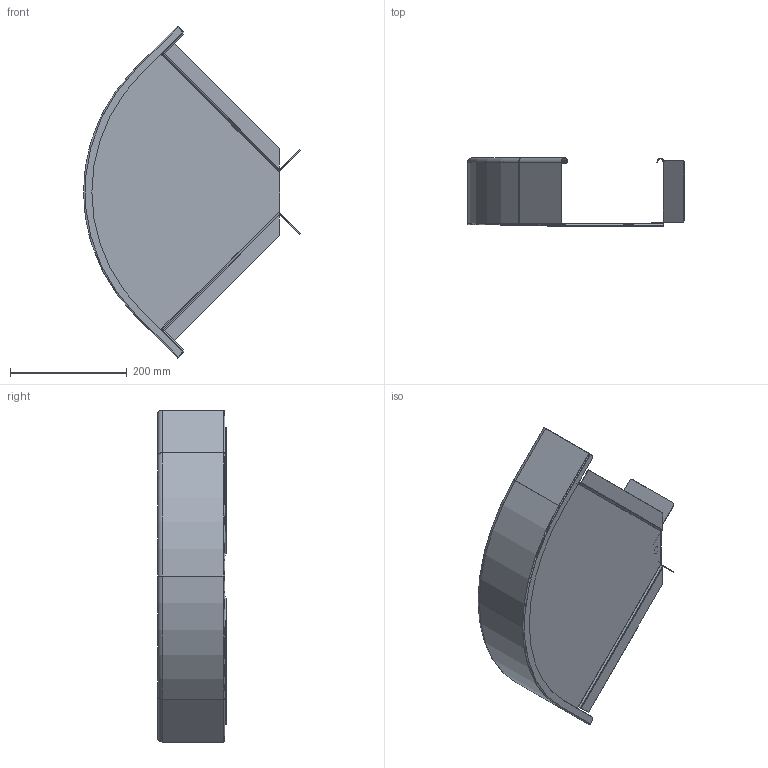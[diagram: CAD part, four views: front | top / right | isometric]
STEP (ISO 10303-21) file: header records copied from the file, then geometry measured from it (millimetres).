
FILE_DESCRIPTION((''),'2;1');
FILE_NAME('7001932_ASM','2012-10-30T',('AndreasKeweloh'),(''),'PRO/ENGINEER BY PARAMETRIC TECHNOLOGY CORPORATION, 2012230','PRO/ENGINEER BY PARAMETRIC TECHNOLOGY CORPORATION, 2012230','');
FILE_SCHEMA(('CONFIG_CONTROL_DESIGN'));
Length unit declared in the file: millimetre
Products named in the file (4): 7001932_BODENBL; 7001932_AUSSENHOLM; 7001932_WINKELVERBINDER; 7001932_ASM
Assembly tree (3 placements, depth 2):
  7001932_ASM
    7001932_BODENBL
    7001932_AUSSENHOLM
    7001932_WINKELVERBINDER
Bounding box: 370.5 x 116.75 x 567.81 mm (x, y, z)
Volume: 260354.8 mm3; surface area: 466993.1 mm2
Topology: 3 solids, 3 shells, 132 faces, 342 edges, 213 vertices
Faces by surface type: plane 72, cylinder 36, bspline 14, torus 6, cone 4
Entity records: 5139 total; most frequent: CARTESIAN_POINT 1891, ORIENTED_EDGE 678, DIRECTION 622, EDGE_CURVE 339, VECTOR 236, LINE 236, VERTEX_POINT 213, AXIS2_PLACEMENT_3D 193
